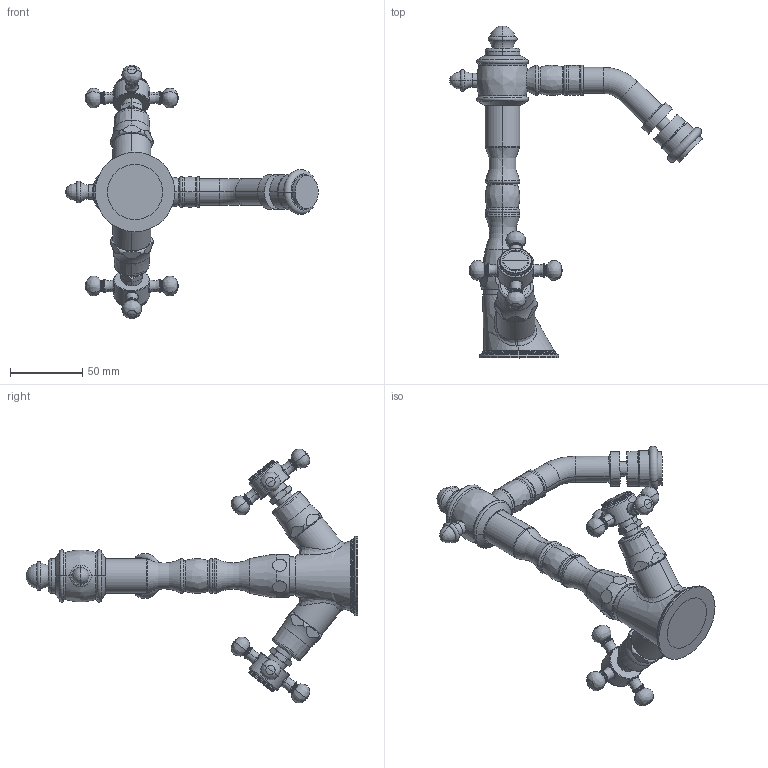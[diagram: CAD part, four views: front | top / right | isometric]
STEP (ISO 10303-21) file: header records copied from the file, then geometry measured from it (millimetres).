
FILE_DESCRIPTION((''),'2;1');
FILE_NAME('FBLV131CR','2021-11-11T08:58:41',('ut3'),('PAFFONI SpA'),'CREO PARAMETRIC BY PTC INC, 2020044','CREO PARAMETRIC BY PTC INC, 2020044','');
FILE_SCHEMA(('CONFIG_CONTROL_DESIGN','SHAPE_APPEARANCE_LAYERS_GROUPS'));
Products named in the file (1): FBLV131CR
Bounding box: 174.66 x 229.4 x 175.44 mm (x, y, z)
Volume: 225191.9 mm3; surface area: 68750.2 mm2
Topology: 3 solids, 3 shells, 1331 faces, 3437 edges, 2144 vertices
Faces by surface type: plane 579, cylinder 398, torus 158, cone 136, bspline 36, sphere 22, revolution 2
Entity records: 58685 total; most frequent: CARTESIAN_POINT 16380, ORIENTED_EDGE 6810, DIRECTION 6634, EDGE_CURVE 3405, AXIS2_PLACEMENT_3D 2602, VERTEX_POINT 2144, FILL_AREA_STYLE_COLOUR 1541, FILL_AREA_STYLE 1541
